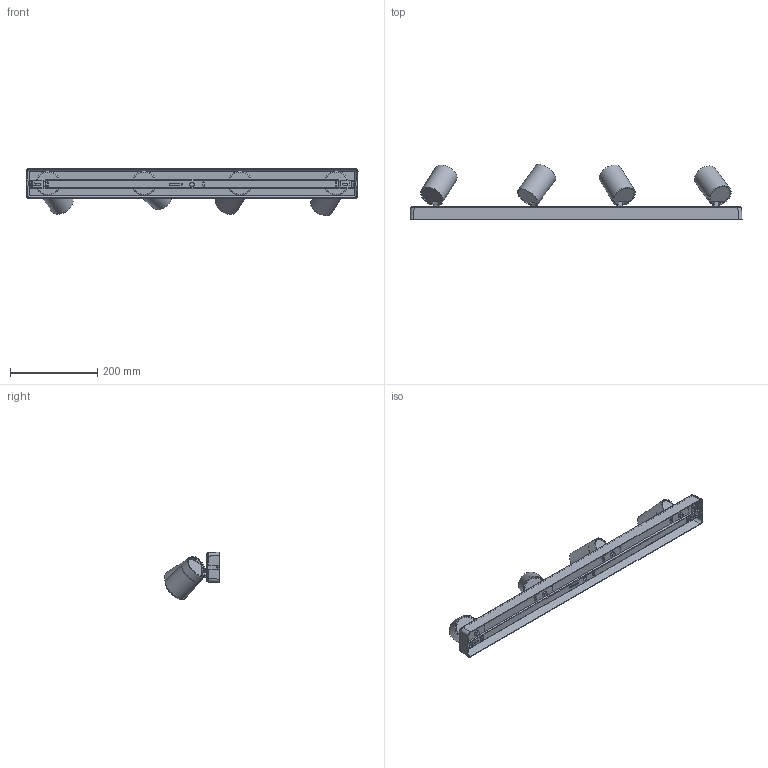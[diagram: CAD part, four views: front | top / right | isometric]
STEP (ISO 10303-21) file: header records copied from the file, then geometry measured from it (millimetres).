
FILE_DESCRIPTION(/* description */ (''),/* implementation_level */ '2;1');
FILE_NAME(/* name */ '3004A.step',/* time_stamp */ '2020-07-27T16:28:18+08:00',/* author */ (''),/* organization */ (''),/* preprocessor_version */ 'ST-DEVELOPER v16',/* originating_system */ 'SIEMENS PLM Software NX 10.0',/* authorisation */ '');
FILE_SCHEMA (('AUTOMOTIVE_DESIGN { 1 0 10303 214 3 1 1 1 }'));
Length unit declared in the file: millimetre
Products named in the file (6): 300灯罩（特殊）121; 302支架; 灯杯; 760工字挂板; 边卡; 3004A
Assembly tree (15 placements, depth 2):
  3004A
    边卡  x2
    760工字挂板
    灯杯  x4
    302支架  x4
    300灯罩（特殊）121  x4
Bounding box: 760 x 126.11 x 109.67 mm (x, y, z)
Volume: 346430.7 mm3; surface area: 416865 mm2
Topology: 16 solids, 16 shells, 496 faces, 1248 edges, 819 vertices
Faces by surface type: plane 295, cylinder 141, torus 28, bspline 16, cone 16
Full cylindrical faces by diameter (mm): 3.2 x8, 4 x12, 10 x4, 10.2 x1, 40 x4, 50 x4, 53 x8, 56 x4
Entity records: 9259 total; most frequent: CARTESIAN_POINT 2376, DIRECTION 1372, ORIENTED_EDGE 1356, EDGE_CURVE 678, AXIS2_PLACEMENT_3D 487, VERTEX_POINT 443, LINE 398, VECTOR 398
